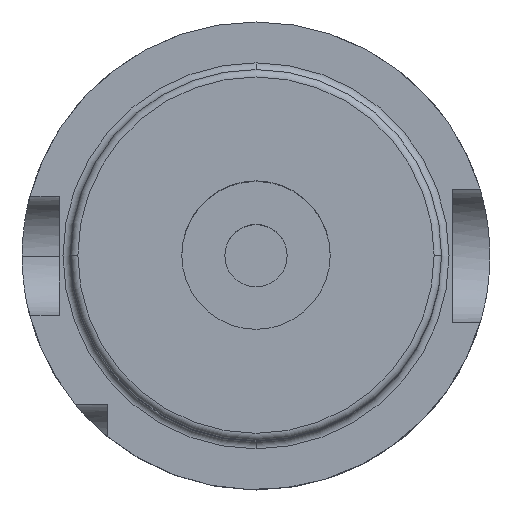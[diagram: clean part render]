
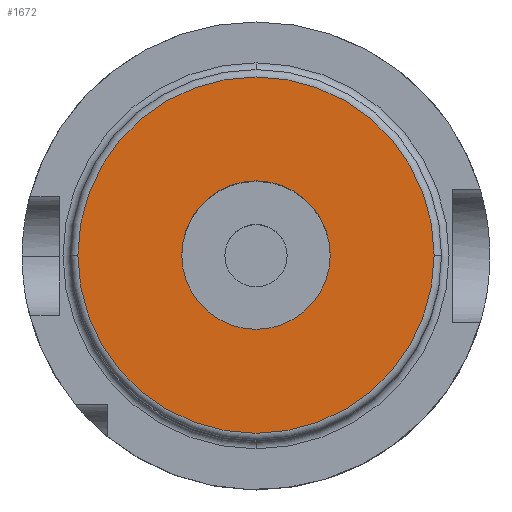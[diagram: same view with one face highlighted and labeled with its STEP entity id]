
A CAD part, top view. The second image highlights one B-rep face of the part: STEP entity #1672.
In plain terms, the highlighted planar face has unit normal (0, 0, 1).
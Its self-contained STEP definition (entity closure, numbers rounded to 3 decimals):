
#410 = EDGE_CURVE ( 'NONE', #3978, #3340, #1110, .T. ) ;
#528 = DIRECTION ( 'NONE',  ( 0., 0., -1. ) ) ;
#596 = AXIS2_PLACEMENT_3D ( 'NONE', #1852, #4132, #2542 ) ;
#704 = DIRECTION ( 'NONE',  ( 1., 0., 0. ) ) ;
#737 = DIRECTION ( 'NONE',  ( 0., 0., 1. ) ) ;
#750 = CARTESIAN_POINT ( 'NONE',  ( -10., 0., 80. ) ) ;
#898 = CARTESIAN_POINT ( 'NONE',  ( -24., 0., 80. ) ) ;
#1110 = CIRCLE ( 'NONE', #596, 10. ) ;
#1307 = CARTESIAN_POINT ( 'NONE',  ( 0., 0., 80. ) ) ;
#1451 = VERTEX_POINT ( 'NONE', #898 ) ;
#1498 = DIRECTION ( 'NONE',  ( -1., 0., 0. ) ) ;
#1672 = ADVANCED_FACE ( 'NONE', ( #2941, #2574 ), #2664, .T. ) ;
#1697 = AXIS2_PLACEMENT_3D ( 'NONE', #3809, #528, #1498 ) ;
#1852 = CARTESIAN_POINT ( 'NONE',  ( 0., 0., 80. ) ) ;
#1922 = AXIS2_PLACEMENT_3D ( 'NONE', #3762, #2116, #2496 ) ;
#1973 = ORIENTED_EDGE ( 'NONE', *, *, #410, .F. ) ;
#2000 = DIRECTION ( 'NONE',  ( 0., 0., 1. ) ) ;
#2116 = DIRECTION ( 'NONE',  ( 0., 0., -1. ) ) ;
#2171 = AXIS2_PLACEMENT_3D ( 'NONE', #1307, #737, #704 ) ;
#2206 = CARTESIAN_POINT ( 'NONE',  ( 10., 0., 80. ) ) ;
#2291 = EDGE_LOOP ( 'NONE', ( #1973, #3868 ) ) ;
#2321 = CARTESIAN_POINT ( 'NONE',  ( 0., 24., 80. ) ) ;
#2496 = DIRECTION ( 'NONE',  ( -1., 0., 0. ) ) ;
#2542 = DIRECTION ( 'NONE',  ( 1., 0., 0. ) ) ;
#2563 = ORIENTED_EDGE ( 'NONE', *, *, #3602, .F. ) ;
#2574 = FACE_OUTER_BOUND ( 'NONE', #3647, .T. ) ;
#2652 = CIRCLE ( 'NONE', #1697, 24. ) ;
#2664 = PLANE ( 'NONE',  #3139 ) ;
#2673 = VERTEX_POINT ( 'NONE', #3311 ) ;
#2912 = CIRCLE ( 'NONE', #2171, 10. ) ;
#2935 = EDGE_CURVE ( 'NONE', #3340, #3978, #2912, .T. ) ;
#2941 = FACE_BOUND ( 'NONE', #2291, .T. ) ;
#2997 = ORIENTED_EDGE ( 'NONE', *, *, #3037, .F. ) ;
#3026 = DIRECTION ( 'NONE',  ( 1., 0., 0. ) ) ;
#3037 = EDGE_CURVE ( 'NONE', #2673, #1451, #2652, .T. ) ;
#3139 = AXIS2_PLACEMENT_3D ( 'NONE', #2321, #2000, #3026 ) ;
#3311 = CARTESIAN_POINT ( 'NONE',  ( 24., 0., 80. ) ) ;
#3340 = VERTEX_POINT ( 'NONE', #2206 ) ;
#3602 = EDGE_CURVE ( 'NONE', #1451, #2673, #4102, .T. ) ;
#3647 = EDGE_LOOP ( 'NONE', ( #2563, #2997 ) ) ;
#3762 = CARTESIAN_POINT ( 'NONE',  ( 0., 0., 80. ) ) ;
#3809 = CARTESIAN_POINT ( 'NONE',  ( 0., 0., 80. ) ) ;
#3868 = ORIENTED_EDGE ( 'NONE', *, *, #2935, .F. ) ;
#3978 = VERTEX_POINT ( 'NONE', #750 ) ;
#4102 = CIRCLE ( 'NONE', #1922, 24. ) ;
#4132 = DIRECTION ( 'NONE',  ( 0., 0., 1. ) ) ;
